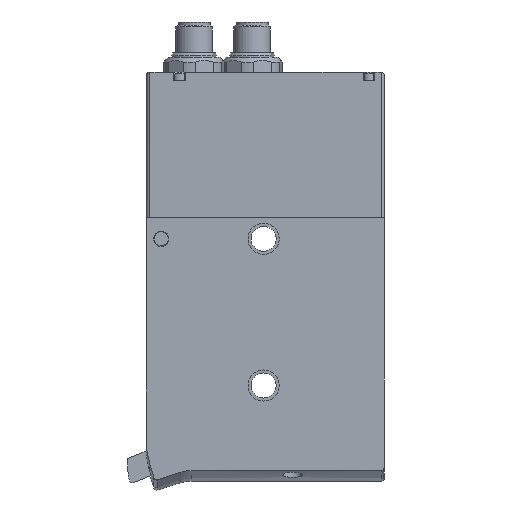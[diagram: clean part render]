
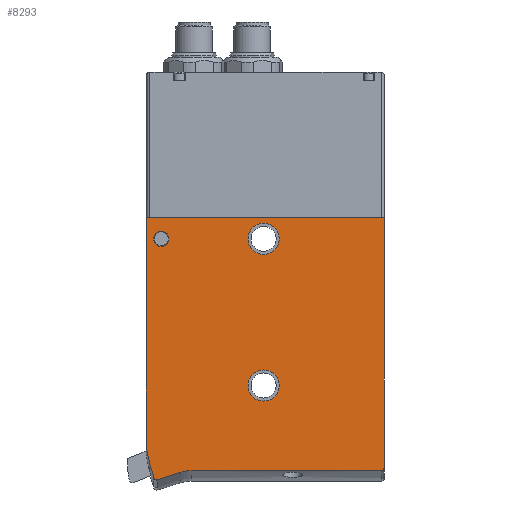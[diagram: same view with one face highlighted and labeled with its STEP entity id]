
A CAD part, left-side view. The second image highlights one B-rep face of the part: STEP entity #8293.
In plain terms, the highlighted planar face has unit normal (-1, 0, 0).
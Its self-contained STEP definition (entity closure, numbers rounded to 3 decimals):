
#97=B_SPLINE_CURVE_WITH_KNOTS('',3,(#11727,#11728,#11729,#11730,#11731),
 .UNSPECIFIED.,.F.,.F.,(4,1,4),(0.03,0.034,0.039),
 .UNSPECIFIED.);
#104=B_SPLINE_CURVE_WITH_KNOTS('',3,(#11811,#11812,#11813,#11814),
 .UNSPECIFIED.,.F.,.F.,(4,4),(0.036,0.041),
 .UNSPECIFIED.);
#105=B_SPLINE_CURVE_WITH_KNOTS('',3,(#11816,#11817,#11818,#11819,#11820),
 .UNSPECIFIED.,.F.,.F.,(4,1,4),(0.006,0.007,
0.008),.UNSPECIFIED.);
#106=B_SPLINE_CURVE_WITH_KNOTS('',3,(#11822,#11823,#11824,#11825),
 .UNSPECIFIED.,.F.,.F.,(4,4),(0.022,0.03),
 .UNSPECIFIED.);
#107=B_SPLINE_CURVE_WITH_KNOTS('',3,(#11827,#11828,#11829,#11830),
 .UNSPECIFIED.,.F.,.F.,(4,4),(0.028,0.031),
 .UNSPECIFIED.);
#108=B_SPLINE_CURVE_WITH_KNOTS('',3,(#11831,#11832,#11833,#11834,#11835),
 .UNSPECIFIED.,.F.,.F.,(4,1,4),(0.005,0.006,
0.007),.UNSPECIFIED.);
#400=LINE('',#11494,#842);
#457=LINE('',#11712,#899);
#465=LINE('',#11741,#907);
#475=LINE('',#11837,#917);
#842=VECTOR('',#9565,1000.);
#899=VECTOR('',#9700,1000.);
#907=VECTOR('',#9716,1000.);
#917=VECTOR('',#9750,1000.);
#1544=ORIENTED_EDGE('',*,*,#3175,.F.);
#1545=ORIENTED_EDGE('',*,*,#3176,.F.);
#1546=ORIENTED_EDGE('',*,*,#3177,.T.);
#1547=ORIENTED_EDGE('',*,*,#3148,.F.);
#1548=ORIENTED_EDGE('',*,*,#3178,.T.);
#1549=ORIENTED_EDGE('',*,*,#3179,.F.);
#1550=ORIENTED_EDGE('',*,*,#3180,.T.);
#1551=ORIENTED_EDGE('',*,*,#3181,.T.);
#1552=ORIENTED_EDGE('',*,*,#3048,.T.);
#1553=ORIENTED_EDGE('',*,*,#3182,.F.);
#1554=ORIENTED_EDGE('',*,*,#3183,.F.);
#1555=ORIENTED_EDGE('',*,*,#3153,.F.);
#1556=ORIENTED_EDGE('',*,*,#3142,.F.);
#3048=EDGE_CURVE('',#3868,#3867,#400,.T.);
#3142=EDGE_CURVE('',#3938,#3939,#457,.T.);
#3148=EDGE_CURVE('',#3943,#3938,#97,.T.);
#3153=EDGE_CURVE('',#3939,#3947,#465,.T.);
#3175=EDGE_CURVE('',#3965,#3965,#4446,.T.);
#3176=EDGE_CURVE('',#3966,#3966,#4447,.T.);
#3177=EDGE_CURVE('',#3967,#3967,#4448,.T.);
#3178=EDGE_CURVE('',#3943,#3968,#104,.T.);
#3179=EDGE_CURVE('',#3969,#3968,#105,.T.);
#3180=EDGE_CURVE('',#3969,#3970,#106,.T.);
#3181=EDGE_CURVE('',#3970,#3868,#107,.T.);
#3182=EDGE_CURVE('',#3971,#3867,#108,.T.);
#3183=EDGE_CURVE('',#3947,#3971,#475,.T.);
#3867=VERTEX_POINT('',#11493);
#3868=VERTEX_POINT('',#11495);
#3938=VERTEX_POINT('',#11711);
#3939=VERTEX_POINT('',#11713);
#3943=VERTEX_POINT('',#11726);
#3947=VERTEX_POINT('',#11742);
#3965=VERTEX_POINT('',#11806);
#3966=VERTEX_POINT('',#11808);
#3967=VERTEX_POINT('',#11810);
#3968=VERTEX_POINT('',#11815);
#3969=VERTEX_POINT('',#11821);
#3970=VERTEX_POINT('',#11826);
#3971=VERTEX_POINT('',#11836);
#4446=CIRCLE('',#8788,5.1);
#4447=CIRCLE('',#8789,5.1);
#4448=CIRCLE('',#8790,2.5);
#4715=EDGE_LOOP('',(#1544));
#4716=EDGE_LOOP('',(#1545));
#4717=EDGE_LOOP('',(#1546));
#4718=EDGE_LOOP('',(#1547,#1548,#1549,#1550,#1551,#1552,#1553,#1554,#1555,
#1556));
#5240=FACE_BOUND('',#4715,.T.);
#5241=FACE_BOUND('',#4716,.T.);
#5242=FACE_BOUND('',#4717,.T.);
#5243=FACE_BOUND('',#4718,.T.);
#5708=PLANE('',#8787);
#8293=ADVANCED_FACE('',(#5240,#5241,#5242,#5243),#5708,.F.);
#8787=AXIS2_PLACEMENT_3D('',#11804,#9742,#9743);
#8788=AXIS2_PLACEMENT_3D('',#11805,#9744,#9745);
#8789=AXIS2_PLACEMENT_3D('',#11807,#9746,#9747);
#8790=AXIS2_PLACEMENT_3D('',#11809,#9748,#9749);
#9565=DIRECTION('',(0.,-1.,0.));
#9700=DIRECTION('',(0.,0.,1.));
#9716=DIRECTION('',(0.,-1.,0.));
#9742=DIRECTION('',(1.,0.,0.));
#9743=DIRECTION('',(0.,0.,-1.));
#9744=DIRECTION('',(-1.,0.,0.));
#9745=DIRECTION('',(0.,0.,1.));
#9746=DIRECTION('',(-1.,0.,0.));
#9747=DIRECTION('',(0.,0.,1.));
#9748=DIRECTION('',(1.,0.,0.));
#9749=DIRECTION('',(0.,0.,-1.));
#9750=DIRECTION('',(0.,0.,-1.));
#11493=CARTESIAN_POINT('',(-20.,-38.,-130.322));
#11494=CARTESIAN_POINT('',(-20.,-39.,-130.322));
#11495=CARTESIAN_POINT('',(-20.,24.257,-130.322));
#11711=CARTESIAN_POINT('',(-20.,39.,-119.723));
#11712=CARTESIAN_POINT('',(-20.,39.,-136.7));
#11713=CARTESIAN_POINT('',(-20.,39.,-47.5));
#11726=CARTESIAN_POINT('',(-20.,37.843,-127.84));
#11727=CARTESIAN_POINT('',(-20.,37.843,-127.84));
#11728=CARTESIAN_POINT('',(-20.,38.23,-126.529));
#11729=CARTESIAN_POINT('',(-20.,38.815,-123.817));
#11730=CARTESIAN_POINT('',(-20.,39.,-121.088));
#11731=CARTESIAN_POINT('',(-20.,39.,-119.723));
#11741=CARTESIAN_POINT('',(-20.,38.,-47.5));
#11742=CARTESIAN_POINT('',(-20.,-39.,-47.5));
#11804=CARTESIAN_POINT('',(-20.,38.,-1.));
#11805=CARTESIAN_POINT('',(-20.,0.5,-102.5));
#11806=CARTESIAN_POINT('',(-20.,0.5,-97.4));
#11807=CARTESIAN_POINT('',(-20.,0.5,-54.5));
#11808=CARTESIAN_POINT('',(-20.,0.5,-49.4));
#11809=CARTESIAN_POINT('',(-20.,34.,-54.5));
#11810=CARTESIAN_POINT('',(-20.,34.,-57.));
#11811=CARTESIAN_POINT('',(-20.,37.843,-127.84));
#11812=CARTESIAN_POINT('',(-20.,37.364,-129.462));
#11813=CARTESIAN_POINT('',(-20.,36.883,-131.083));
#11814=CARTESIAN_POINT('',(-20.,36.4,-132.703));
#11815=CARTESIAN_POINT('',(-20.,36.4,-132.703));
#11816=CARTESIAN_POINT('',(-20.,35.146,-133.393));
#11817=CARTESIAN_POINT('',(-20.,35.397,-133.477));
#11818=CARTESIAN_POINT('',(-20.,35.978,-133.415));
#11819=CARTESIAN_POINT('',(-20.,36.324,-132.959));
#11820=CARTESIAN_POINT('',(-20.,36.4,-132.703));
#11821=CARTESIAN_POINT('',(-20.,35.146,-133.393));
#11822=CARTESIAN_POINT('',(-20.,35.146,-133.393));
#11823=CARTESIAN_POINT('',(-20.,32.618,-132.552));
#11824=CARTESIAN_POINT('',(-20.,30.091,-131.708));
#11825=CARTESIAN_POINT('',(-20.,27.565,-130.863));
#11826=CARTESIAN_POINT('',(-20.,27.565,-130.863));
#11827=CARTESIAN_POINT('',(-20.,27.565,-130.863));
#11828=CARTESIAN_POINT('',(-20.,26.498,-130.506));
#11829=CARTESIAN_POINT('',(-20.,25.387,-130.322));
#11830=CARTESIAN_POINT('',(-20.,24.257,-130.322));
#11831=CARTESIAN_POINT('',(-20.,-39.,-129.259));
#11832=CARTESIAN_POINT('',(-20.,-39.,-129.528));
#11833=CARTESIAN_POINT('',(-20.,-38.803,-130.072));
#11834=CARTESIAN_POINT('',(-20.,-38.269,-130.322));
#11835=CARTESIAN_POINT('',(-20.,-38.,-130.322));
#11836=CARTESIAN_POINT('',(-20.,-39.,-129.259));
#11837=CARTESIAN_POINT('',(-20.,-39.,-1.));
